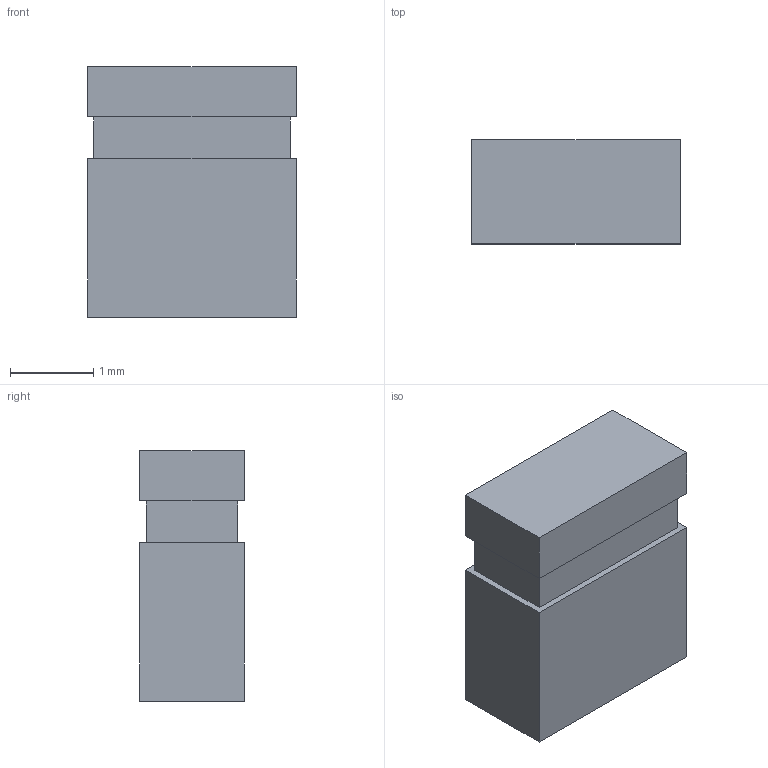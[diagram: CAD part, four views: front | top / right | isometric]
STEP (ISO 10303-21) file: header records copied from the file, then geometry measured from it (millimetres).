
FILE_DESCRIPTION(('Open CASCADE Model'),'2;1');
FILE_NAME('Open CASCADE Shape Model','2025-11-24T11:50:20',('Author'),( 'Open CASCADE'),'Open CASCADE STEP processor 7.9','Open CASCADE 7.9' ,'Unknown');
FILE_SCHEMA(('AUTOMOTIVE_DESIGN { 1 0 10303 214 1 1 1 1 }'));
Length unit declared in the file: millimetre
Products named in the file (1): COMPOUND
Bounding box: 2.5 x 1.25 x 3 mm (x, y, z)
Volume: 6.6 mm3; surface area: 56.6 mm2
Topology: 2 solids, 2 shells, 117 faces, 298 edges, 188 vertices
Faces by surface type: bspline 117
Entity records: 3243 total; most frequent: CARTESIAN_POINT 1417, ORIENTED_EDGE 596, EDGE_CURVE 298, B_SPLINE_CURVE_WITH_KNOTS 250, VERTEX_POINT 188, FACE_BOUND 122, EDGE_LOOP 122, ADVANCED_FACE 117
